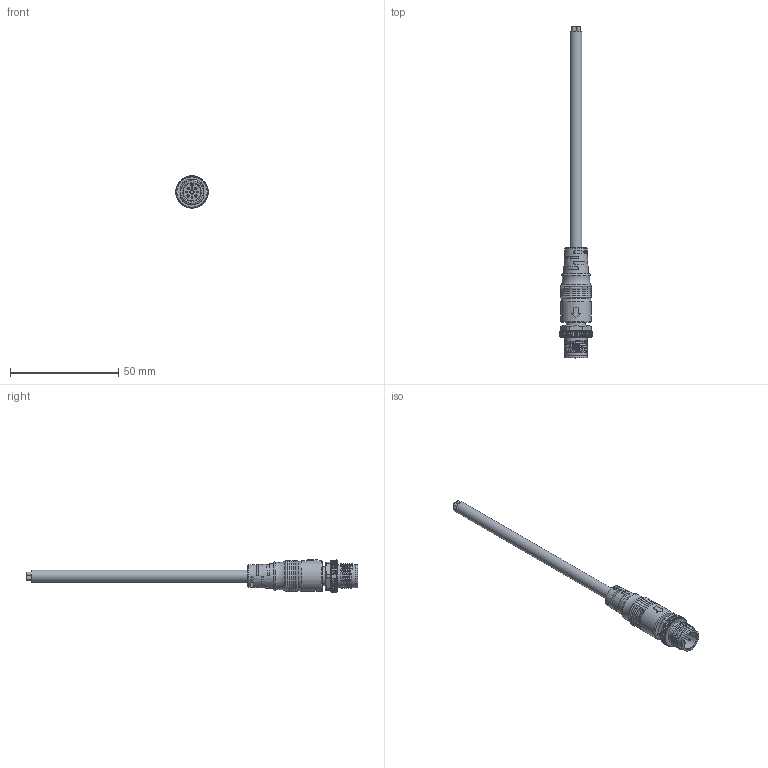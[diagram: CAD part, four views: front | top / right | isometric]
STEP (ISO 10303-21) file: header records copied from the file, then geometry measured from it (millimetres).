
FILE_DESCRIPTION(/* description */ ('Unknown'),/* implementation_level */ '2;1');
FILE_NAME(/* name */ '643612120304',/* time_stamp */ '2022-09-15T14:40:10+02:00',/* author */ ('Unknown'),/* organization */ ('Unknown'),/* preprocessor_version */ 'ST-DEVELOPER v16.7',/* originating_system */ 'Solid Edge',/* authorisation */ 'Unknown');
FILE_SCHEMA (('AUTOMOTIVE_DESIGN {1 0 10303 214 3 1 1}'));
Length unit declared in the file: millimetre
Products named in the file (7): 6436121203xx; 6436121203xx _Body; 6436121203xx _Seal; 6436121203xx _Screw Nut; 6436121203xx _Pin; 643612120304 _Housing; 643612120304 _Cable
Assembly tree (9 placements, depth 2):
  6436121203xx
    6436121203xx _Body
    6436121203xx _Seal
    6436121203xx _Screw Nut
    6436121203xx _Pin  x4
    643612120304 _Housing
    643612120304 _Cable
Bounding box: 14.87 x 153.5 x 14.93 mm (x, y, z)
Volume: 7698.2 mm3; surface area: 9873.9 mm2
Topology: 9 solids, 9 shells, 696 faces, 1861 edges, 1224 vertices
Faces by surface type: plane 312, cylinder 244, cone 51, bspline 49, torus 36, sphere 4
Full cylindrical faces by diameter (mm): 0.94 x4, 1 x4, 1.1 x8, 1.2 x4, 1.4 x4, 1.6 x24, 1.66 x5, 1.73 x16, 1.74 x8, 5.5 x3, 8.05 x6, 8.5 x2, 8.8 x8, 8.9 x1, 9.5 x1, 9.6 x1, 10.6 x6, 10.8 x2, 13.5 x7, 14.2 x1
Entity records: 22086 total; most frequent: CARTESIAN_POINT 9141, ORIENTED_EDGE 2860, DIRECTION 2017, EDGE_CURVE 1430, VERTEX_POINT 1009, AXIS2_PLACEMENT_3D 791, B_SPLINE_CURVE_WITH_KNOTS 734, FACE_BOUND 727
